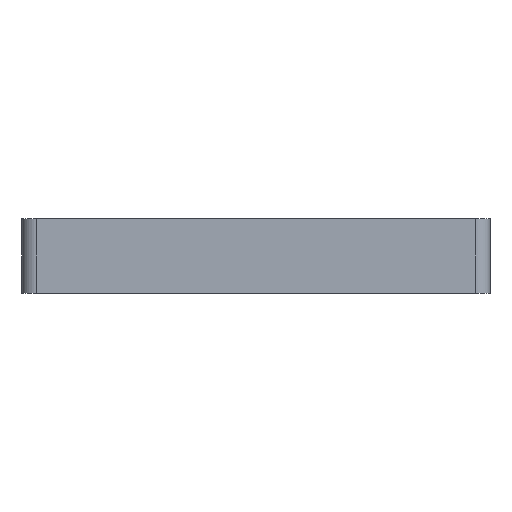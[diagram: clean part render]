
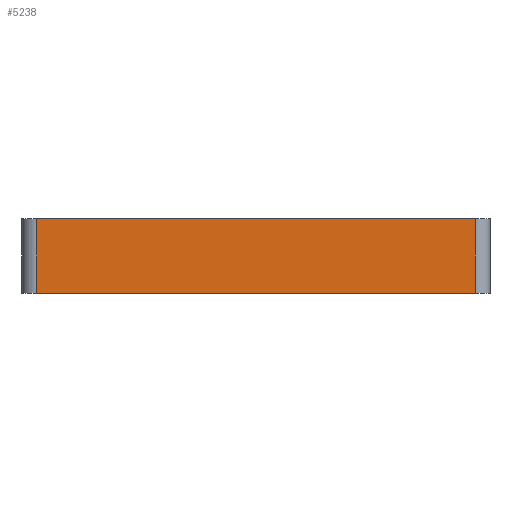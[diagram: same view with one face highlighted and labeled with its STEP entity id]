
A CAD part, left-side view. The second image highlights one B-rep face of the part: STEP entity #5238.
In plain terms, the highlighted planar face has unit normal (-1, 0, 0).
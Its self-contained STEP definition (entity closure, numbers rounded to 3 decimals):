
#97 = VECTOR ( 'NONE', #3815, 1000. ) ;
#239 = EDGE_CURVE ( 'NONE', #4573, #2412, #1676, .T. ) ;
#469 = EDGE_CURVE ( 'NONE', #6124, #5054, #3153, .T. ) ;
#490 = CARTESIAN_POINT ( 'NONE',  ( -70., 46.825, 0. ) ) ;
#766 = ORIENTED_EDGE ( 'NONE', *, *, #469, .T. ) ;
#1068 = DIRECTION ( 'NONE',  ( 0., 0., 1. ) ) ;
#1476 = VECTOR ( 'NONE', #2906, 1000. ) ;
#1676 = LINE ( 'NONE', #3245, #97 ) ;
#2011 = EDGE_CURVE ( 'NONE', #4573, #6124, #4580, .T. ) ;
#2412 = VERTEX_POINT ( 'NONE', #5605 ) ;
#2610 = DIRECTION ( 'NONE',  ( 0., 0., -1. ) ) ;
#2678 = DIRECTION ( 'NONE',  ( 0., 0., -1. ) ) ;
#2906 = DIRECTION ( 'NONE',  ( 0., -1., 0. ) ) ;
#3130 = EDGE_CURVE ( 'NONE', #5054, #2412, #4563, .T. ) ;
#3153 = LINE ( 'NONE', #4785, #1476 ) ;
#3245 = CARTESIAN_POINT ( 'NONE',  ( -70., 50., 15.875 ) ) ;
#3551 = ORIENTED_EDGE ( 'NONE', *, *, #239, .F. ) ;
#3652 = FACE_OUTER_BOUND ( 'NONE', #7305, .T. ) ;
#3680 = CARTESIAN_POINT ( 'NONE',  ( -70., 46.825, 15.875 ) ) ;
#3815 = DIRECTION ( 'NONE',  ( 0., -1., 0. ) ) ;
#4190 = VECTOR ( 'NONE', #2610, 1000. ) ;
#4563 = LINE ( 'NONE', #5140, #4868 ) ;
#4573 = VERTEX_POINT ( 'NONE', #4878 ) ;
#4580 = LINE ( 'NONE', #3680, #4190 ) ;
#4785 = CARTESIAN_POINT ( 'NONE',  ( -70., 50., 0. ) ) ;
#4868 = VECTOR ( 'NONE', #1068, 1000. ) ;
#4878 = CARTESIAN_POINT ( 'NONE',  ( -70., 46.825, 15.875 ) ) ;
#5054 = VERTEX_POINT ( 'NONE', #7831 ) ;
#5108 = PLANE ( 'NONE',  #5117 ) ;
#5117 = AXIS2_PLACEMENT_3D ( 'NONE', #6359, #6997, #2678 ) ;
#5140 = CARTESIAN_POINT ( 'NONE',  ( -70., -46.825, 15.875 ) ) ;
#5219 = ORIENTED_EDGE ( 'NONE', *, *, #2011, .T. ) ;
#5238 = ADVANCED_FACE ( 'NONE', ( #3652 ), #5108, .F. ) ;
#5605 = CARTESIAN_POINT ( 'NONE',  ( -70., -46.825, 15.875 ) ) ;
#6124 = VERTEX_POINT ( 'NONE', #490 ) ;
#6359 = CARTESIAN_POINT ( 'NONE',  ( -70., 50., 15.875 ) ) ;
#6997 = DIRECTION ( 'NONE',  ( 1., 0., 0. ) ) ;
#7303 = ORIENTED_EDGE ( 'NONE', *, *, #3130, .T. ) ;
#7305 = EDGE_LOOP ( 'NONE', ( #3551, #5219, #766, #7303 ) ) ;
#7831 = CARTESIAN_POINT ( 'NONE',  ( -70., -46.825, 0. ) ) ;
